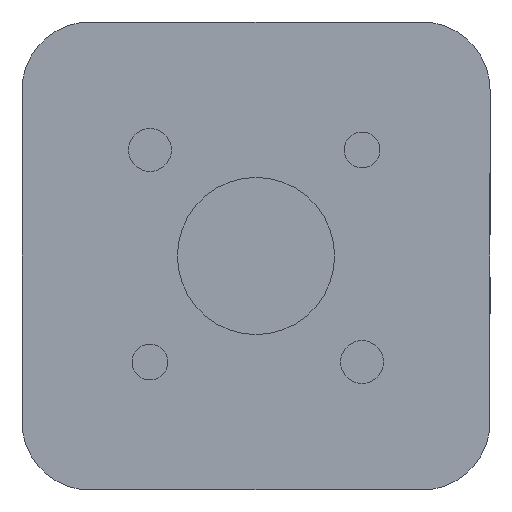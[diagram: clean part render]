
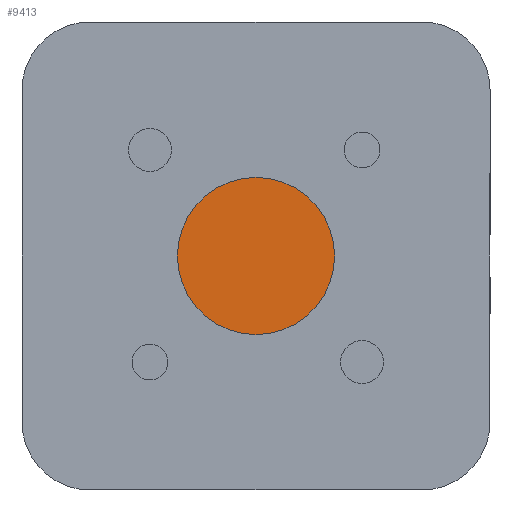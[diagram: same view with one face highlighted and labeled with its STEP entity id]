
A CAD part, left-side view. The second image highlights one B-rep face of the part: STEP entity #9413.
In plain terms, the highlighted planar face has unit normal (-1, 0, 0).
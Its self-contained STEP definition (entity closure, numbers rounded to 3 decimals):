
#725 = CARTESIAN_POINT ( 'NONE',  ( -19.821, 0., 0. ) ) ;
#734 = DIRECTION ( 'NONE',  ( -1., 0., 0. ) ) ;
#735 = DIRECTION ( 'NONE',  ( 0., 0., 1. ) ) ;
#768 = CARTESIAN_POINT ( 'NONE',  ( -19.821, 0., 0. ) ) ;
#775 = DIRECTION ( 'NONE',  ( -1., 0., 0. ) ) ;
#776 = DIRECTION ( 'NONE',  ( 0., 0., 1. ) ) ;
#1638 = EDGE_CURVE ( 'NONE', #4083, #4659, #5437, .T. ) ;
#1653 = EDGE_CURVE ( 'NONE', #4659, #4083, #5456, .T. ) ;
#2211 = AXIS2_PLACEMENT_3D ( 'NONE', #725, #734, #735 ) ;
#2220 = AXIS2_PLACEMENT_3D ( 'NONE', #768, #775, #776 ) ;
#2458 = AXIS2_PLACEMENT_3D ( 'NONE', #8277, #8286, #8287 ) ;
#3821 = EDGE_LOOP ( 'NONE', ( #10493, #10439 ) ) ;
#4083 = VERTEX_POINT ( 'NONE', #6776 ) ;
#4659 = VERTEX_POINT ( 'NONE', #7084 ) ;
#5437 = CIRCLE ( 'NONE', #2211, 11. ) ;
#5456 = CIRCLE ( 'NONE', #2220, 11. ) ;
#6776 = CARTESIAN_POINT ( 'NONE',  ( -19.821, 0., -11. ) ) ;
#7084 = CARTESIAN_POINT ( 'NONE',  ( -19.821, 0., 11. ) ) ;
#7451 = PLANE ( 'NONE',  #2458 ) ;
#7633 = FACE_OUTER_BOUND ( 'NONE', #3821, .T. ) ;
#8277 = CARTESIAN_POINT ( 'NONE',  ( -19.821, 11., 0. ) ) ;
#8286 = DIRECTION ( 'NONE',  ( 1., 0., 0. ) ) ;
#8287 = DIRECTION ( 'NONE',  ( 0., 0., -1. ) ) ;
#9413 = ADVANCED_FACE ( 'NONE', ( #7633 ), #7451, .F. ) ;
#10439 = ORIENTED_EDGE ( 'NONE', *, *, #1638, .T. ) ;
#10493 = ORIENTED_EDGE ( 'NONE', *, *, #1653, .T. ) ;
